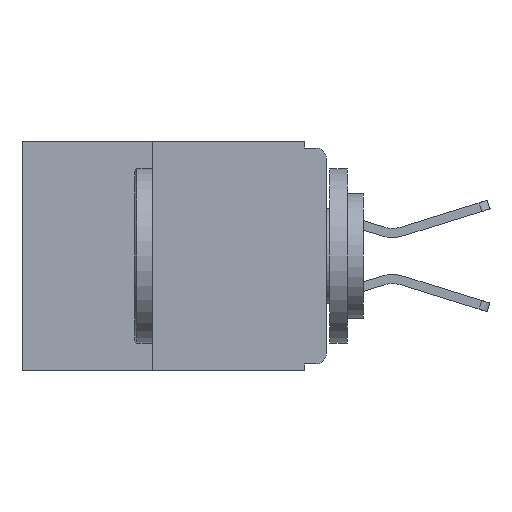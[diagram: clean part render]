
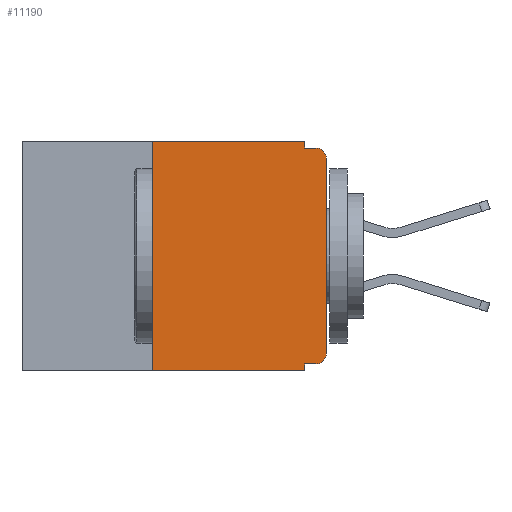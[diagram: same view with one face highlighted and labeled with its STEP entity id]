
A CAD part, left-side view. The second image highlights one B-rep face of the part: STEP entity #11190.
In plain terms, the highlighted planar face has unit normal (-1, 0, 0).
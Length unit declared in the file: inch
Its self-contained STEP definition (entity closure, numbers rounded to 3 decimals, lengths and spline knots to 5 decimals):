
#39 = ORIENTED_EDGE ( 'NONE', *, *, #12774, .T. ) ;
#171 = VECTOR ( 'NONE', #6531, 39.37008 ) ;
#187 = CARTESIAN_POINT ( 'NONE',  ( 0., 0.25, 0. ) ) ;
#273 = DIRECTION ( 'NONE',  ( 0., 0., -1. ) ) ;
#401 = EDGE_CURVE ( 'NONE', #12664, #12149, #14981, .T. ) ;
#419 = EDGE_CURVE ( 'NONE', #5447, #2580, #11219, .T. ) ;
#626 = CARTESIAN_POINT ( 'NONE',  ( 0., 0.031, -0.33 ) ) ;
#700 = CARTESIAN_POINT ( 'NONE',  ( 0., 0.031, -0.01 ) ) ;
#893 = LINE ( 'NONE', #16043, #7273 ) ;
#1049 = VECTOR ( 'NONE', #9807, 39.37008 ) ;
#1204 = DIRECTION ( 'NONE',  ( 0., 0., -1. ) ) ;
#1553 = CARTESIAN_POINT ( 'NONE',  ( 0., 0.015, -0.025 ) ) ;
#1595 = VERTEX_POINT ( 'NONE', #626 ) ;
#1922 = ORIENTED_EDGE ( 'NONE', *, *, #11985, .T. ) ;
#2435 = VERTEX_POINT ( 'NONE', #8897 ) ;
#2580 = VERTEX_POINT ( 'NONE', #6487 ) ;
#2701 = ORIENTED_EDGE ( 'NONE', *, *, #7168, .F. ) ;
#2806 = CARTESIAN_POINT ( 'NONE',  ( 0., 0.437, -0.33 ) ) ;
#2844 = DIRECTION ( 'NONE',  ( 0., 0., -1. ) ) ;
#3045 = LINE ( 'NONE', #2806, #6029 ) ;
#3231 = CARTESIAN_POINT ( 'NONE',  ( 0., 0.015, -0.305 ) ) ;
#3405 = EDGE_LOOP ( 'NONE', ( #39, #8026, #7835, #2701, #13886, #14677, #1922, #9891, #10916, #15860 ) ) ;
#3525 = VERTEX_POINT ( 'NONE', #13791 ) ;
#4059 = DIRECTION ( 'NONE',  ( 0., -1., 0. ) ) ;
#5138 = CIRCLE ( 'NONE', #8046, 0.015 ) ;
#5153 = AXIS2_PLACEMENT_3D ( 'NONE', #3231, #9115, #10924 ) ;
#5447 = VERTEX_POINT ( 'NONE', #187 ) ;
#5778 = CARTESIAN_POINT ( 'NONE',  ( 0., 0., -0.01 ) ) ;
#5879 = DIRECTION ( 'NONE',  ( 0., -1., 0. ) ) ;
#6029 = VECTOR ( 'NONE', #4059, 39.37008 ) ;
#6117 = VECTOR ( 'NONE', #12173, 39.37008 ) ;
#6262 = CARTESIAN_POINT ( 'NONE',  ( 0., 0.437, 0. ) ) ;
#6388 = EDGE_CURVE ( 'NONE', #12898, #5447, #893, .T. ) ;
#6487 = CARTESIAN_POINT ( 'NONE',  ( 0., 0.031, 0. ) ) ;
#6531 = DIRECTION ( 'NONE',  ( 0., 1., 0. ) ) ;
#6837 = EDGE_CURVE ( 'NONE', #2435, #1595, #14054, .T. ) ;
#7040 = VECTOR ( 'NONE', #273, 39.37008 ) ;
#7115 = CARTESIAN_POINT ( 'NONE',  ( 0., 0.031, -0.33 ) ) ;
#7168 = EDGE_CURVE ( 'NONE', #2580, #8593, #13459, .T. ) ;
#7273 = VECTOR ( 'NONE', #10976, 39.37008 ) ;
#7414 = VERTEX_POINT ( 'NONE', #12374 ) ;
#7761 = VECTOR ( 'NONE', #5879, 39.37008 ) ;
#7835 = ORIENTED_EDGE ( 'NONE', *, *, #15920, .F. ) ;
#8026 = ORIENTED_EDGE ( 'NONE', *, *, #14971, .T. ) ;
#8046 = AXIS2_PLACEMENT_3D ( 'NONE', #1553, #10468, #2844 ) ;
#8168 = CARTESIAN_POINT ( 'NONE',  ( 0., 0., -0.305 ) ) ;
#8175 = CARTESIAN_POINT ( 'NONE',  ( 0., 0.015, -0.32 ) ) ;
#8593 = VERTEX_POINT ( 'NONE', #700 ) ;
#8816 = DIRECTION ( 'NONE',  ( 1., 0., 0. ) ) ;
#8897 = CARTESIAN_POINT ( 'NONE',  ( 0., 0.031, -0.32 ) ) ;
#9115 = DIRECTION ( 'NONE',  ( -1., 0., 0. ) ) ;
#9217 = CARTESIAN_POINT ( 'NONE',  ( 0., 0.031, 0. ) ) ;
#9807 = DIRECTION ( 'NONE',  ( 0., 0., 1. ) ) ;
#9891 = ORIENTED_EDGE ( 'NONE', *, *, #6837, .F. ) ;
#10385 = LINE ( 'NONE', #15446, #171 ) ;
#10468 = DIRECTION ( 'NONE',  ( -1., 0., 0. ) ) ;
#10643 = VECTOR ( 'NONE', #14761, 39.37008 ) ;
#10916 = ORIENTED_EDGE ( 'NONE', *, *, #13727, .F. ) ;
#10924 = DIRECTION ( 'NONE',  ( 0., 0., -1. ) ) ;
#10976 = DIRECTION ( 'NONE',  ( 0., 0., 1. ) ) ;
#11190 = ADVANCED_FACE ( 'NONE', ( #14637 ), #13929, .F. ) ;
#11219 = LINE ( 'NONE', #14100, #7761 ) ;
#11242 = LINE ( 'NONE', #14876, #1049 ) ;
#11985 = EDGE_CURVE ( 'NONE', #12898, #1595, #3045, .T. ) ;
#12149 = VERTEX_POINT ( 'NONE', #8168 ) ;
#12173 = DIRECTION ( 'NONE',  ( 0., -1., 0. ) ) ;
#12374 = CARTESIAN_POINT ( 'NONE',  ( 0., 0., -0.025 ) ) ;
#12664 = VERTEX_POINT ( 'NONE', #8175 ) ;
#12774 = EDGE_CURVE ( 'NONE', #12149, #7414, #11242, .T. ) ;
#12898 = VERTEX_POINT ( 'NONE', #16380 ) ;
#12916 = LINE ( 'NONE', #5778, #6117 ) ;
#13459 = LINE ( 'NONE', #9217, #7040 ) ;
#13727 = EDGE_CURVE ( 'NONE', #12664, #2435, #10385, .T. ) ;
#13791 = CARTESIAN_POINT ( 'NONE',  ( 0., 0.015, -0.01 ) ) ;
#13886 = ORIENTED_EDGE ( 'NONE', *, *, #419, .F. ) ;
#13929 = PLANE ( 'NONE',  #15168 ) ;
#14054 = LINE ( 'NONE', #7115, #10643 ) ;
#14100 = CARTESIAN_POINT ( 'NONE',  ( 0., 0.437, 0. ) ) ;
#14637 = FACE_OUTER_BOUND ( 'NONE', #3405, .T. ) ;
#14677 = ORIENTED_EDGE ( 'NONE', *, *, #6388, .F. ) ;
#14761 = DIRECTION ( 'NONE',  ( 0., 0., -1. ) ) ;
#14876 = CARTESIAN_POINT ( 'NONE',  ( 0., 0., 0. ) ) ;
#14971 = EDGE_CURVE ( 'NONE', #7414, #3525, #5138, .T. ) ;
#14981 = CIRCLE ( 'NONE', #5153, 0.015 ) ;
#15168 = AXIS2_PLACEMENT_3D ( 'NONE', #6262, #8816, #1204 ) ;
#15446 = CARTESIAN_POINT ( 'NONE',  ( 0., 0., -0.32 ) ) ;
#15860 = ORIENTED_EDGE ( 'NONE', *, *, #401, .T. ) ;
#15920 = EDGE_CURVE ( 'NONE', #8593, #3525, #12916, .T. ) ;
#16043 = CARTESIAN_POINT ( 'NONE',  ( 0., 0.25, -0.33 ) ) ;
#16380 = CARTESIAN_POINT ( 'NONE',  ( 0., 0.25, -0.33 ) ) ;
